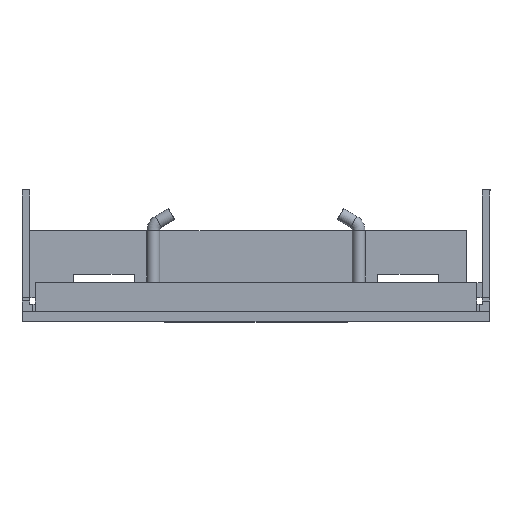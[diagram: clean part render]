
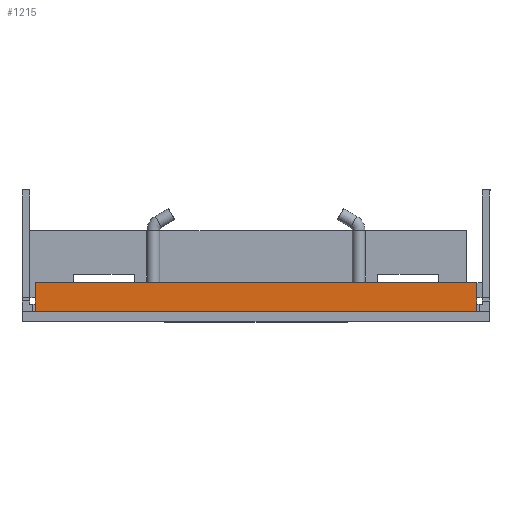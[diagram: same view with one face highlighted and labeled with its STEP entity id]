
A CAD part, front view. The second image highlights one B-rep face of the part: STEP entity #1215.
In plain terms, the highlighted face is planar.
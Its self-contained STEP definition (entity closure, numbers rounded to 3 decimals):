
#76 = EDGE_CURVE ( 'NONE', #5273, #281, #1014, .T. ) ;
#134 = EDGE_CURVE ( 'NONE', #281, #2590, #803, .T. ) ;
#140 = CARTESIAN_POINT ( 'NONE',  ( 17.5, 43.5, 4.2 ) ) ;
#281 = VERTEX_POINT ( 'NONE', #4264 ) ;
#347 = CARTESIAN_POINT ( 'NONE',  ( 17.5, 43.5, 0.6 ) ) ;
#387 = DIRECTION ( 'NONE',  ( 0., 1., 0. ) ) ;
#424 = VECTOR ( 'NONE', #4674, 1000. ) ;
#682 = DIRECTION ( 'NONE',  ( 0., 1., 0. ) ) ;
#734 = VECTOR ( 'NONE', #682, 1000. ) ;
#739 = VERTEX_POINT ( 'NONE', #140 ) ;
#775 = DIRECTION ( 'NONE',  ( 0., 0., -1. ) ) ;
#803 = LINE ( 'NONE', #4106, #734 ) ;
#810 = VECTOR ( 'NONE', #387, 1000. ) ;
#887 = EDGE_CURVE ( 'NONE', #1088, #739, #4715, .T. ) ;
#1014 = LINE ( 'NONE', #2332, #2612 ) ;
#1040 = DIRECTION ( 'NONE',  ( 0., 0., 1. ) ) ;
#1054 = ORIENTED_EDGE ( 'NONE', *, *, #134, .T. ) ;
#1088 = VERTEX_POINT ( 'NONE', #3509 ) ;
#1194 = LINE ( 'NONE', #2310, #2202 ) ;
#1215 = ADVANCED_FACE ( 'NONE', ( #4949 ), #2996, .T. ) ;
#1270 = CARTESIAN_POINT ( 'NONE',  ( 17.5, 43.5, 0. ) ) ;
#1539 = EDGE_CURVE ( 'NONE', #5273, #1088, #1194, .T. ) ;
#1637 = ORIENTED_EDGE ( 'NONE', *, *, #4796, .F. ) ;
#1692 = DIRECTION ( 'NONE',  ( 0., 0., -1. ) ) ;
#1693 = CARTESIAN_POINT ( 'NONE',  ( 17.5, 43.5, 4.2 ) ) ;
#1704 = ORIENTED_EDGE ( 'NONE', *, *, #1539, .F. ) ;
#1986 = CARTESIAN_POINT ( 'NONE',  ( 17.5, -43.5, 0.6 ) ) ;
#2109 = CARTESIAN_POINT ( 'NONE',  ( 17.5, 43.5, 0. ) ) ;
#2202 = VECTOR ( 'NONE', #1040, 1000. ) ;
#2310 = CARTESIAN_POINT ( 'NONE',  ( 17.5, -43.5, 4.2 ) ) ;
#2327 = ORIENTED_EDGE ( 'NONE', *, *, #887, .F. ) ;
#2332 = CARTESIAN_POINT ( 'NONE',  ( 17.5, -43.5, 0.6 ) ) ;
#2366 = EDGE_LOOP ( 'NONE', ( #1704, #3135, #1054, #2598, #1637, #2327 ) ) ;
#2500 = CARTESIAN_POINT ( 'NONE',  ( 17.5, 43.5, 0. ) ) ;
#2505 = VECTOR ( 'NONE', #1692, 1000. ) ;
#2590 = VERTEX_POINT ( 'NONE', #2960 ) ;
#2598 = ORIENTED_EDGE ( 'NONE', *, *, #3271, .F. ) ;
#2612 = VECTOR ( 'NONE', #5333, 1000. ) ;
#2960 = CARTESIAN_POINT ( 'NONE',  ( 17.5, 43.5, -1.5 ) ) ;
#2996 = PLANE ( 'NONE',  #5045 ) ;
#3029 = LINE ( 'NONE', #1270, #2505 ) ;
#3135 = ORIENTED_EDGE ( 'NONE', *, *, #76, .T. ) ;
#3162 = DIRECTION ( 'NONE',  ( 1., 0., 0. ) ) ;
#3271 = EDGE_CURVE ( 'NONE', #4226, #2590, #3029, .T. ) ;
#3509 = CARTESIAN_POINT ( 'NONE',  ( 17.5, -43.5, 4.2 ) ) ;
#4106 = CARTESIAN_POINT ( 'NONE',  ( 17.5, 46.15, -1.5 ) ) ;
#4226 = VERTEX_POINT ( 'NONE', #347 ) ;
#4264 = CARTESIAN_POINT ( 'NONE',  ( 17.5, -43.5, -1.5 ) ) ;
#4674 = DIRECTION ( 'NONE',  ( 0., 0., -1. ) ) ;
#4715 = LINE ( 'NONE', #1693, #810 ) ;
#4796 = EDGE_CURVE ( 'NONE', #739, #4226, #5410, .T. ) ;
#4949 = FACE_OUTER_BOUND ( 'NONE', #2366, .T. ) ;
#5045 = AXIS2_PLACEMENT_3D ( 'NONE', #2500, #3162, #775 ) ;
#5273 = VERTEX_POINT ( 'NONE', #1986 ) ;
#5333 = DIRECTION ( 'NONE',  ( 0., 0., -1. ) ) ;
#5410 = LINE ( 'NONE', #2109, #424 ) ;
